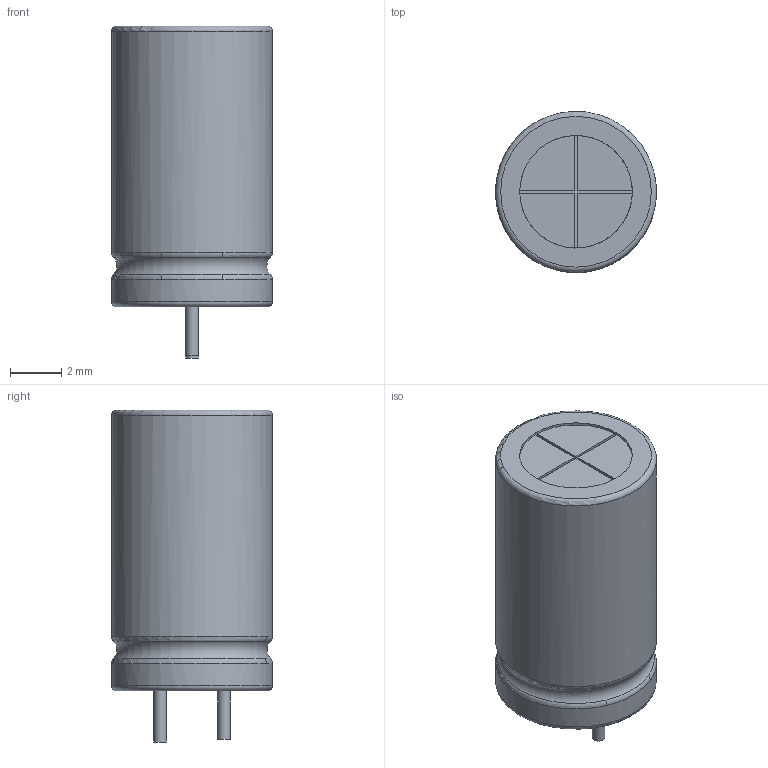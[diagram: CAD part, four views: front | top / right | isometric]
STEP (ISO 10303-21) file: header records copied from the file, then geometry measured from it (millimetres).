
FILE_DESCRIPTION(/* description */ ('STEP AP242','CAx-IF Rec.Pracs.---Representation and Presentation of Product Manufacturing Information (PMI)---4.0---2014-10-13','CAx-IF Rec.Pracs.---3D Tessellated Geometry---0.4---2014-09-14','2;1'),/* implementation_level */ '2;1');
FILE_NAME(/* name */ '65801048f85ad23ac20291b3',/* time_stamp */ '2023-12-18T09:26:33Z',/* author */ (''),/* organization */ (''),/* preprocessor_version */ 'ST-DEVELOPER v19.4',/* originating_system */ ' ',/* authorisation */ ' ');
FILE_SCHEMA (('AP242_MANAGED_MODEL_BASED_3D_ENGINEERING_MIM_LF { 1 0 10303 442 1 1 4 }'));
Length unit declared in the file: metre
Products named in the file (1): SOLID
Bounding box: 6.3 x 6.3 x 13 mm (x, y, z)
Volume: 334.8 mm3; surface area: 322.5 mm2
Topology: 1 solids, 2 shells, 34 faces, 75 edges, 49 vertices
Faces by surface type: plane 20, cylinder 7, torus 7
Full cylindrical faces by diameter (mm): 0.5 x2, 4.41 x3, 6.3 x2
Entity records: 1083 total; most frequent: CARTESIAN_POINT 329, DIRECTION 148, ORIENTED_EDGE 122, EDGE_CURVE 61, AXIS2_PLACEMENT_3D 60, EDGE_LOOP 48, FACE_BOUND 48, VERTEX_POINT 45
